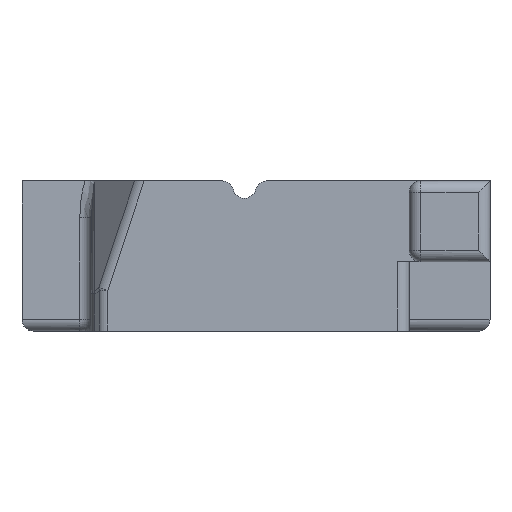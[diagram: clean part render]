
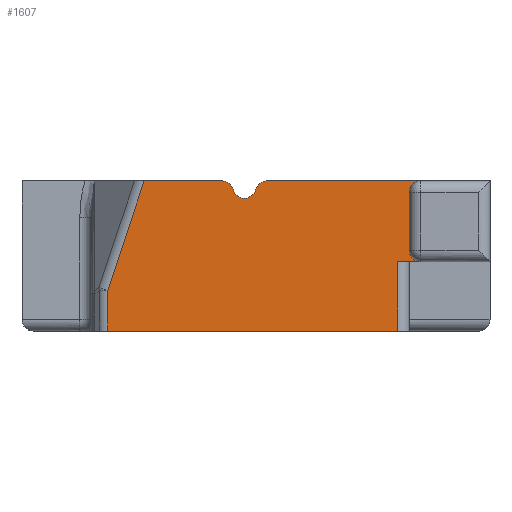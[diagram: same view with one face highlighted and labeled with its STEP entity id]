
A CAD part, front view. The second image highlights one B-rep face of the part: STEP entity #1607.
In plain terms, the highlighted planar face has unit normal (0, -1, 0).
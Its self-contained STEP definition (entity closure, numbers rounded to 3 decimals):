
#11 = AXIS2_PLACEMENT_3D ( 'NONE', #2395, #1458, #1222 ) ;
#42 = CARTESIAN_POINT ( 'NONE',  ( 13.234, 12.142, 64.148 ) ) ;
#61 = DIRECTION ( 'NONE',  ( 0., 1., 0. ) ) ;
#63 = AXIS2_PLACEMENT_3D ( 'NONE', #2708, #2886, #1000 ) ;
#78 = VERTEX_POINT ( 'NONE', #42 ) ;
#88 = CARTESIAN_POINT ( 'NONE',  ( -0.016, 12.142, 75.648 ) ) ;
#96 = LINE ( 'NONE', #2038, #2904 ) ;
#101 = EDGE_CURVE ( 'NONE', #912, #1369, #988, .T. ) ;
#108 = CARTESIAN_POINT ( 'NONE',  ( -11.852, 12.142, 67.666 ) ) ;
#120 = CIRCLE ( 'NONE', #503, 1. ) ;
#150 = DIRECTION ( 'NONE',  ( 0., 0., -1. ) ) ;
#183 = DIRECTION ( 'NONE',  ( 0., 0., -1. ) ) ;
#186 = EDGE_CURVE ( 'NONE', #2586, #1369, #96, .T. ) ;
#199 = LINE ( 'NONE', #1128, #2859 ) ;
#208 = DIRECTION ( 'NONE',  ( 0., -1., 0. ) ) ;
#250 = LINE ( 'NONE', #2121, #2316 ) ;
#263 = DIRECTION ( 'NONE',  ( 0., -1., 0. ) ) ;
#265 = DIRECTION ( 'NONE',  ( 1., 0., 0. ) ) ;
#285 = VERTEX_POINT ( 'NONE', #2666 ) ;
#287 = DIRECTION ( 'NONE',  ( 1., 0., 0. ) ) ;
#351 = AXIS2_PLACEMENT_3D ( 'NONE', #2325, #208, #183 ) ;
#400 = EDGE_CURVE ( 'NONE', #846, #785, #1669, .T. ) ;
#459 = DIRECTION ( 'NONE',  ( -0.317, 0., -0.948 ) ) ;
#482 = CARTESIAN_POINT ( 'NONE',  ( 15.234, 12.142, 77.148 ) ) ;
#483 = CARTESIAN_POINT ( 'NONE',  ( 15.234, 12.142, 76.148 ) ) ;
#503 = AXIS2_PLACEMENT_3D ( 'NONE', #483, #61, #2587 ) ;
#508 = EDGE_CURVE ( 'NONE', #2537, #2259, #250, .T. ) ;
#513 = CARTESIAN_POINT ( 'NONE',  ( 13.234, 12.142, 70.148 ) ) ;
#574 = VERTEX_POINT ( 'NONE', #2847 ) ;
#575 = DIRECTION ( 'NONE',  ( 0., 0., 1. ) ) ;
#581 = CARTESIAN_POINT ( 'NONE',  ( -11.852, 12.142, 0. ) ) ;
#594 = VERTEX_POINT ( 'NONE', #108 ) ;
#599 = AXIS2_PLACEMENT_3D ( 'NONE', #3036, #927, #2393 ) ;
#620 = ORIENTED_EDGE ( 'NONE', *, *, #2374, .T. ) ;
#653 = ORIENTED_EDGE ( 'NONE', *, *, #1364, .F. ) ;
#717 = CARTESIAN_POINT ( 'NONE',  ( -31.019, 12.142, 10.378 ) ) ;
#740 = CIRCLE ( 'NONE', #2858, 1. ) ;
#767 = DIRECTION ( 'NONE',  ( 0., 0., -1. ) ) ;
#778 = LINE ( 'NONE', #1996, #1238 ) ;
#785 = VERTEX_POINT ( 'NONE', #2359 ) ;
#797 = VERTEX_POINT ( 'NONE', #88 ) ;
#828 = LINE ( 'NONE', #513, #1541 ) ;
#846 = VERTEX_POINT ( 'NONE', #1480 ) ;
#912 = VERTEX_POINT ( 'NONE', #2452 ) ;
#927 = DIRECTION ( 'NONE',  ( 0., -1., 0. ) ) ;
#949 = CARTESIAN_POINT ( 'NONE',  ( 14.234, 12.142, 76.148 ) ) ;
#988 = CIRCLE ( 'NONE', #11, 1. ) ;
#1000 = DIRECTION ( 'NONE',  ( 0., 0., 1. ) ) ;
#1068 = DIRECTION ( 'NONE',  ( 0., 0., -1. ) ) ;
#1085 = ORIENTED_EDGE ( 'NONE', *, *, #400, .T. ) ;
#1109 = ORIENTED_EDGE ( 'NONE', *, *, #1979, .T. ) ;
#1128 = CARTESIAN_POINT ( 'NONE',  ( 13.234, 12.142, 64.148 ) ) ;
#1158 = EDGE_CURVE ( 'NONE', #78, #574, #199, .T. ) ;
#1222 = DIRECTION ( 'NONE',  ( 0., 0., -1. ) ) ;
#1238 = VECTOR ( 'NONE', #287, 1000. ) ;
#1284 = EDGE_CURVE ( 'NONE', #594, #574, #1737, .T. ) ;
#1357 = CARTESIAN_POINT ( 'NONE',  ( 1.921, 12.142, 77.148 ) ) ;
#1364 = EDGE_CURVE ( 'NONE', #1922, #785, #2482, .T. ) ;
#1369 = VERTEX_POINT ( 'NONE', #2098 ) ;
#1458 = DIRECTION ( 'NONE',  ( 0., 1., 0. ) ) ;
#1472 = CARTESIAN_POINT ( 'NONE',  ( 1.921, 12.142, 76.148 ) ) ;
#1480 = CARTESIAN_POINT ( 'NONE',  ( -0.984, 12.142, 76.398 ) ) ;
#1512 = EDGE_CURVE ( 'NONE', #1922, #594, #2822, .T. ) ;
#1541 = VECTOR ( 'NONE', #575, 1000. ) ;
#1583 = ORIENTED_EDGE ( 'NONE', *, *, #1512, .T. ) ;
#1607 = ADVANCED_FACE ( 'NONE', ( #1656 ), #2596, .T. ) ;
#1619 = EDGE_CURVE ( 'NONE', #2586, #2259, #120, .T. ) ;
#1643 = ORIENTED_EDGE ( 'NONE', *, *, #101, .T. ) ;
#1656 = FACE_OUTER_BOUND ( 'NONE', #2962, .T. ) ;
#1669 = CIRCLE ( 'NONE', #351, 1. ) ;
#1708 = EDGE_CURVE ( 'NONE', #797, #2667, #1971, .T. ) ;
#1737 = LINE ( 'NONE', #581, #2915 ) ;
#1748 = ORIENTED_EDGE ( 'NONE', *, *, #186, .F. ) ;
#1779 = AXIS2_PLACEMENT_3D ( 'NONE', #2349, #263, #2391 ) ;
#1841 = EDGE_CURVE ( 'NONE', #846, #797, #2664, .T. ) ;
#1922 = VERTEX_POINT ( 'NONE', #2599 ) ;
#1971 = CIRCLE ( 'NONE', #63, 1. ) ;
#1979 = EDGE_CURVE ( 'NONE', #2537, #2667, #740, .T. ) ;
#1996 = CARTESIAN_POINT ( 'NONE',  ( 14.234, 12.142, 70.148 ) ) ;
#2017 = CARTESIAN_POINT ( 'NONE',  ( -9.218, 12.142, 77.148 ) ) ;
#2038 = CARTESIAN_POINT ( 'NONE',  ( 14.234, 12.142, 64.148 ) ) ;
#2054 = ORIENTED_EDGE ( 'NONE', *, *, #2338, .T. ) ;
#2071 = DIRECTION ( 'NONE',  ( -1., 0., 0. ) ) ;
#2078 = ORIENTED_EDGE ( 'NONE', *, *, #1158, .F. ) ;
#2098 = CARTESIAN_POINT ( 'NONE',  ( 14.234, 12.142, 71.148 ) ) ;
#2121 = CARTESIAN_POINT ( 'NONE',  ( -9.218, 12.142, 77.148 ) ) ;
#2182 = DIRECTION ( 'NONE',  ( 0., -1., 0. ) ) ;
#2191 = CARTESIAN_POINT ( 'NONE',  ( 0.952, 12.142, 76.398 ) ) ;
#2259 = VERTEX_POINT ( 'NONE', #482 ) ;
#2267 = ORIENTED_EDGE ( 'NONE', *, *, #1841, .F. ) ;
#2316 = VECTOR ( 'NONE', #265, 1000. ) ;
#2325 = CARTESIAN_POINT ( 'NONE',  ( -1.952, 12.142, 76.148 ) ) ;
#2338 = EDGE_CURVE ( 'NONE', #78, #285, #828, .T. ) ;
#2349 = CARTESIAN_POINT ( 'NONE',  ( 0., 12.142, 0. ) ) ;
#2359 = CARTESIAN_POINT ( 'NONE',  ( -1.952, 12.142, 77.148 ) ) ;
#2374 = EDGE_CURVE ( 'NONE', #285, #912, #778, .T. ) ;
#2391 = DIRECTION ( 'NONE',  ( 0., 0., -1. ) ) ;
#2393 = DIRECTION ( 'NONE',  ( 0., 0., 1. ) ) ;
#2395 = CARTESIAN_POINT ( 'NONE',  ( 15.234, 12.142, 71.148 ) ) ;
#2420 = VECTOR ( 'NONE', #2733, 1000. ) ;
#2452 = CARTESIAN_POINT ( 'NONE',  ( 15.234, 12.142, 70.148 ) ) ;
#2471 = VECTOR ( 'NONE', #459, 1000. ) ;
#2482 = LINE ( 'NONE', #2017, #2420 ) ;
#2537 = VERTEX_POINT ( 'NONE', #1357 ) ;
#2540 = ORIENTED_EDGE ( 'NONE', *, *, #1708, .F. ) ;
#2551 = ORIENTED_EDGE ( 'NONE', *, *, #508, .F. ) ;
#2586 = VERTEX_POINT ( 'NONE', #949 ) ;
#2587 = DIRECTION ( 'NONE',  ( 0., 0., -1. ) ) ;
#2589 = ORIENTED_EDGE ( 'NONE', *, *, #1619, .T. ) ;
#2596 = PLANE ( 'NONE',  #1779 ) ;
#2599 = CARTESIAN_POINT ( 'NONE',  ( -8.679, 12.142, 77.148 ) ) ;
#2664 = CIRCLE ( 'NONE', #599, 1. ) ;
#2666 = CARTESIAN_POINT ( 'NONE',  ( 13.234, 12.142, 70.148 ) ) ;
#2667 = VERTEX_POINT ( 'NONE', #2191 ) ;
#2679 = ORIENTED_EDGE ( 'NONE', *, *, #1284, .T. ) ;
#2708 = CARTESIAN_POINT ( 'NONE',  ( -0.016, 12.142, 76.648 ) ) ;
#2733 = DIRECTION ( 'NONE',  ( 1., 0., 0. ) ) ;
#2822 = LINE ( 'NONE', #717, #2471 ) ;
#2847 = CARTESIAN_POINT ( 'NONE',  ( -11.852, 12.142, 64.148 ) ) ;
#2858 = AXIS2_PLACEMENT_3D ( 'NONE', #1472, #2182, #767 ) ;
#2859 = VECTOR ( 'NONE', #2071, 1000. ) ;
#2886 = DIRECTION ( 'NONE',  ( 0., -1., 0. ) ) ;
#2904 = VECTOR ( 'NONE', #150, 1000. ) ;
#2915 = VECTOR ( 'NONE', #1068, 1000. ) ;
#2962 = EDGE_LOOP ( 'NONE', ( #1583, #2679, #2078, #2054, #620, #1643, #1748, #2589, #2551, #1109, #2540, #2267, #1085, #653 ) ) ;
#3036 = CARTESIAN_POINT ( 'NONE',  ( -0.016, 12.142, 76.648 ) ) ;
